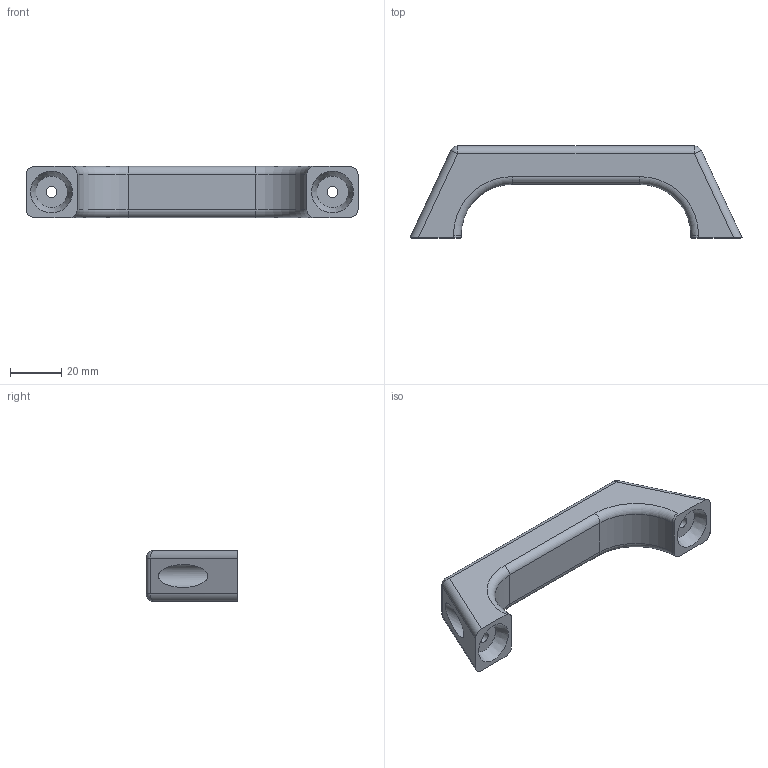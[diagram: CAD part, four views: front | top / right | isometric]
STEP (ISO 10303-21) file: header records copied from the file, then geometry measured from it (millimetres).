
FILE_DESCRIPTION(('FreeCAD Model'),'2;1');
FILE_NAME('Open CASCADE Shape Model','2022-02-10T19:31:48',('Author'),( ''),'Open CASCADE STEP processor 7.5','FreeCAD','Unknown');
FILE_SCHEMA(('AUTOMOTIVE_DESIGN { 1 0 10303 214 1 1 1 1 }'));
Length unit declared in the file: millimetre
Products named in the file (1): NEW.handle
Bounding box: 130 x 36 x 20 mm (x, y, z)
Volume: 42668.9 mm3; surface area: 11433 mm2
Topology: 1 solids, 1 shells, 44 faces, 98 edges, 56 vertices
Faces by surface type: cylinder 20, plane 14, sphere 4, torus 4, cone 2
Full cylindrical faces by diameter (mm): 4.2 x2, 9 x2
Entity records: 2499 total; most frequent: CARTESIAN_POINT 547, DIRECTION 373, ORIENTED_EDGE 188, PCURVE 188, DEFINITIONAL_REPRESENTATION 188, LINE 172, VECTOR 172, EDGE_CURVE 94
